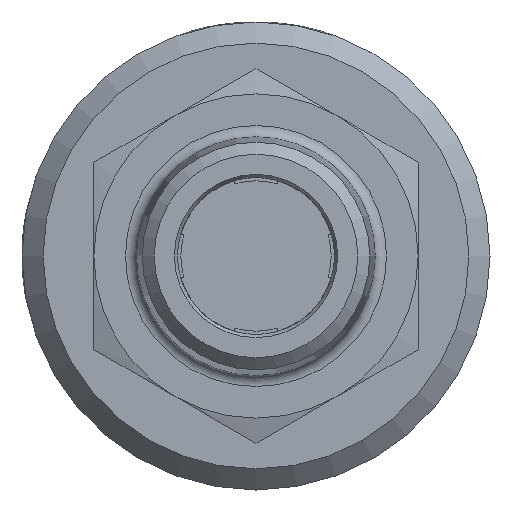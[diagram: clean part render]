
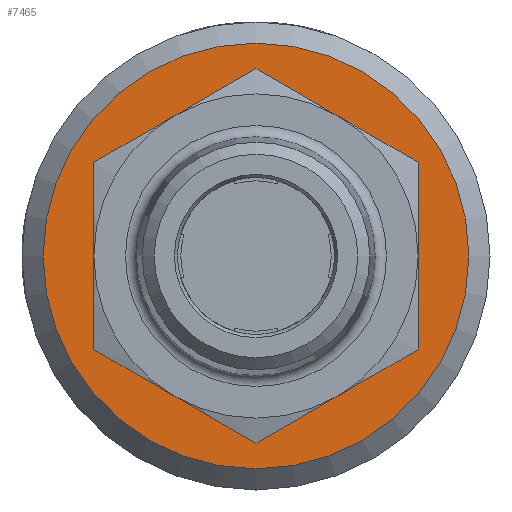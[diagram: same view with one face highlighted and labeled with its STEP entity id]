
A CAD part, left-side view. The second image highlights one B-rep face of the part: STEP entity #7465.
In plain terms, the highlighted planar face has unit normal (-1, 0, 0).
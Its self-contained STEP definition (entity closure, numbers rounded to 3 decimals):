
#876=FACE_BOUND('',#1871,.T.);
#989=PLANE('',#7976);
#1394=FACE_OUTER_BOUND('',#1870,.T.);
#1870=EDGE_LOOP('',(#6885));
#1871=EDGE_LOOP('',(#6886));
#2126=CIRCLE('',#7975,22.225);
#2127=CIRCLE('',#7977,30.2);
#3691=VERTEX_POINT('',#60802);
#3692=VERTEX_POINT('',#60806);
#4764=EDGE_CURVE('',#3691,#3691,#2126,.T.);
#4766=EDGE_CURVE('',#3692,#3692,#2127,.T.);
#6885=ORIENTED_EDGE('',*,*,#4766,.F.);
#6886=ORIENTED_EDGE('',*,*,#4764,.T.);
#7465=ADVANCED_FACE('',(#1394,#876),#989,.T.);
#7975=AXIS2_PLACEMENT_3D('',#60803,#9344,#9345);
#7976=AXIS2_PLACEMENT_3D('',#60805,#9347,#9348);
#7977=AXIS2_PLACEMENT_3D('',#60807,#9349,#9350);
#9344=DIRECTION('center_axis',(1.,0.,0.));
#9345=DIRECTION('ref_axis',(0.,0.,1.));
#9347=DIRECTION('center_axis',(-1.,0.,0.));
#9348=DIRECTION('ref_axis',(0.,0.,1.));
#9349=DIRECTION('center_axis',(1.,0.,0.));
#9350=DIRECTION('ref_axis',(0.,-1.,0.));
#60802=CARTESIAN_POINT('',(0.,0.,-22.225));
#60803=CARTESIAN_POINT('Origin',(0.,0.,0.));
#60805=CARTESIAN_POINT('Origin',(0.,23.255,0.));
#60806=CARTESIAN_POINT('',(0.,30.2,0.));
#60807=CARTESIAN_POINT('Origin',(0.,0.,0.));
